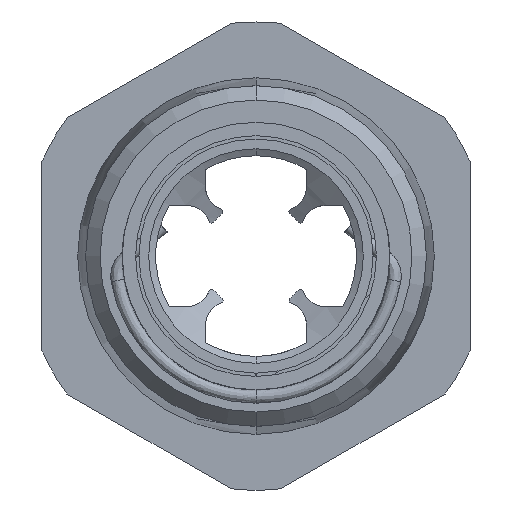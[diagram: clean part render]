
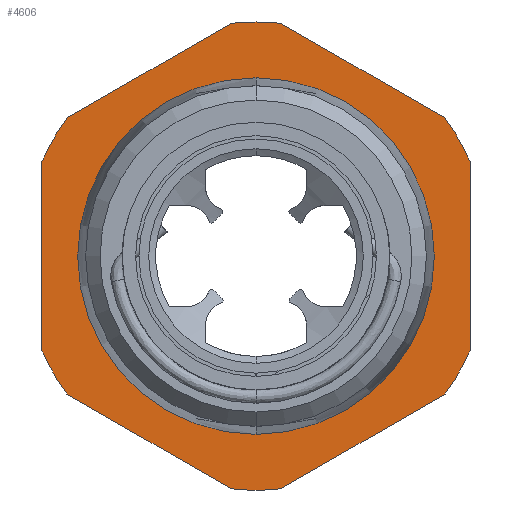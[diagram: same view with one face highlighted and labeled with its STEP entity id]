
A CAD part, front view. The second image highlights one B-rep face of the part: STEP entity #4606.
In plain terms, the highlighted planar face has unit normal (0, -1, 0).
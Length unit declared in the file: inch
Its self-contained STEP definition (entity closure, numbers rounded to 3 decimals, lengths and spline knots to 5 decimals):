
#57 = CARTESIAN_POINT ( 'NONE',  ( -0.62992, 0.7874, 0. ) ) ;
#130 = VECTOR ( 'NONE', #2018, 39.37008 ) ;
#164 = CIRCLE ( 'NONE', #3159, 0.68898 ) ;
#205 = LINE ( 'NONE', #2395, #130 ) ;
#322 = DIRECTION ( 'NONE',  ( -0.866, 0., 0.5 ) ) ;
#356 = CARTESIAN_POINT ( 'NONE',  ( 0.07327, 0.7874, -0.68507 ) ) ;
#385 = CARTESIAN_POINT ( 'NONE',  ( 0.62992, 0.7874, 0. ) ) ;
#409 = VERTEX_POINT ( 'NONE', #2416 ) ;
#413 = EDGE_CURVE ( 'NONE', #1310, #4929, #444, .T. ) ;
#432 = EDGE_CURVE ( 'NONE', #409, #2760, #1776, .T. ) ;
#444 = CIRCLE ( 'NONE', #1844, 0.68898 ) ;
#462 = EDGE_CURVE ( 'NONE', #4929, #3368, #930, .T. ) ;
#465 = VERTEX_POINT ( 'NONE', #1503 ) ;
#485 = LINE ( 'NONE', #57, #2243 ) ;
#522 = EDGE_LOOP ( 'NONE', ( #1338, #2880 ) ) ;
#545 = EDGE_CURVE ( 'NONE', #3318, #465, #1970, .T. ) ;
#620 = CARTESIAN_POINT ( 'NONE',  ( 0., 0.7874, 0. ) ) ;
#657 = CARTESIAN_POINT ( 'NONE',  ( 0., 0.7874, 0. ) ) ;
#663 = ORIENTED_EDGE ( 'NONE', *, *, #545, .F. ) ;
#684 = DIRECTION ( 'NONE',  ( 0., 0., 1. ) ) ;
#812 = EDGE_CURVE ( 'NONE', #852, #2328, #2186, .T. ) ;
#831 = ORIENTED_EDGE ( 'NONE', *, *, #2096, .F. ) ;
#852 = VERTEX_POINT ( 'NONE', #356 ) ;
#930 = LINE ( 'NONE', #4658, #4040 ) ;
#965 = AXIS2_PLACEMENT_3D ( 'NONE', #2573, #1296, #1712 ) ;
#999 = EDGE_CURVE ( 'NONE', #2760, #409, #2049, .T. ) ;
#1006 = DIRECTION ( 'NONE',  ( 0., 0., 1. ) ) ;
#1016 = CARTESIAN_POINT ( 'NONE',  ( 0., 0.7874, -0.52481 ) ) ;
#1053 = CARTESIAN_POINT ( 'NONE',  ( 0., 0.7874, 0. ) ) ;
#1054 = DIRECTION ( 'NONE',  ( 0., -1., 0. ) ) ;
#1072 = DIRECTION ( 'NONE',  ( 0., 0., 1. ) ) ;
#1144 = AXIS2_PLACEMENT_3D ( 'NONE', #620, #1054, #684 ) ;
#1168 = VERTEX_POINT ( 'NONE', #2744 ) ;
#1225 = EDGE_CURVE ( 'NONE', #3368, #3734, #5215, .T. ) ;
#1264 = ORIENTED_EDGE ( 'NONE', *, *, #1341, .F. ) ;
#1296 = DIRECTION ( 'NONE',  ( 0., 1., 0. ) ) ;
#1310 = VERTEX_POINT ( 'NONE', #2282 ) ;
#1338 = ORIENTED_EDGE ( 'NONE', *, *, #432, .F. ) ;
#1341 = EDGE_CURVE ( 'NONE', #2373, #1810, #485, .T. ) ;
#1362 = AXIS2_PLACEMENT_3D ( 'NONE', #1746, #5707, #2136 ) ;
#1425 = ORIENTED_EDGE ( 'NONE', *, *, #4896, .F. ) ;
#1426 = FACE_OUTER_BOUND ( 'NONE', #3619, .T. ) ;
#1503 = CARTESIAN_POINT ( 'NONE',  ( 0.55665, 0.7874, -0.40599 ) ) ;
#1519 = DIRECTION ( 'NONE',  ( 0., 0., 1. ) ) ;
#1542 = CARTESIAN_POINT ( 'NONE',  ( -0.55665, 0.7874, -0.40599 ) ) ;
#1712 = DIRECTION ( 'NONE',  ( 0., 0., 1. ) ) ;
#1746 = CARTESIAN_POINT ( 'NONE',  ( 0., 0.7874, 0. ) ) ;
#1753 = ORIENTED_EDGE ( 'NONE', *, *, #5197, .F. ) ;
#1758 = AXIS2_PLACEMENT_3D ( 'NONE', #5544, #3343, #4674 ) ;
#1776 = CIRCLE ( 'NONE', #1144, 0.52481 ) ;
#1781 = DIRECTION ( 'NONE',  ( 0., 0., 1. ) ) ;
#1804 = CARTESIAN_POINT ( 'NONE',  ( -0.07327, 0.7874, -0.68507 ) ) ;
#1810 = VERTEX_POINT ( 'NONE', #4821 ) ;
#1844 = AXIS2_PLACEMENT_3D ( 'NONE', #4184, #2375, #1072 ) ;
#1920 = EDGE_CURVE ( 'NONE', #4109, #2373, #4988, .T. ) ;
#1958 = DIRECTION ( 'NONE',  ( -0.866, 0., -0.5 ) ) ;
#1970 = CIRCLE ( 'NONE', #1362, 0.68898 ) ;
#1984 = VECTOR ( 'NONE', #1958, 39.37008 ) ;
#2018 = DIRECTION ( 'NONE',  ( 0.866, 0., 0.5 ) ) ;
#2049 = CIRCLE ( 'NONE', #1758, 0.52481 ) ;
#2096 = EDGE_CURVE ( 'NONE', #1168, #1310, #5628, .T. ) ;
#2136 = DIRECTION ( 'NONE',  ( 0., 0., 1. ) ) ;
#2186 = CIRCLE ( 'NONE', #3226, 0.68898 ) ;
#2243 = VECTOR ( 'NONE', #1006, 39.37008 ) ;
#2261 = DIRECTION ( 'NONE',  ( 0., 1., 0. ) ) ;
#2265 = LINE ( 'NONE', #3335, #1984 ) ;
#2282 = CARTESIAN_POINT ( 'NONE',  ( 0., 0.7874, 0.68898 ) ) ;
#2289 = CARTESIAN_POINT ( 'NONE',  ( -0.62992, 0.7874, -0.27908 ) ) ;
#2328 = VERTEX_POINT ( 'NONE', #1804 ) ;
#2373 = VERTEX_POINT ( 'NONE', #2289 ) ;
#2375 = DIRECTION ( 'NONE',  ( 0., 1., 0. ) ) ;
#2395 = CARTESIAN_POINT ( 'NONE',  ( -0.55665, 0.7874, 0.40599 ) ) ;
#2415 = EDGE_CURVE ( 'NONE', #2828, #1168, #205, .T. ) ;
#2416 = CARTESIAN_POINT ( 'NONE',  ( 0., 0.7874, 0.52481 ) ) ;
#2573 = CARTESIAN_POINT ( 'NONE',  ( 0.68898, 0.7874, 0. ) ) ;
#2625 = PLANE ( 'NONE',  #965 ) ;
#2696 = DIRECTION ( 'NONE',  ( 0., 0., 1. ) ) ;
#2744 = CARTESIAN_POINT ( 'NONE',  ( -0.07327, 0.7874, 0.68507 ) ) ;
#2760 = VERTEX_POINT ( 'NONE', #1016 ) ;
#2828 = VERTEX_POINT ( 'NONE', #4209 ) ;
#2872 = DIRECTION ( 'NONE',  ( 0.866, 0., -0.5 ) ) ;
#2880 = ORIENTED_EDGE ( 'NONE', *, *, #999, .F. ) ;
#3016 = DIRECTION ( 'NONE',  ( 0., 0., 1. ) ) ;
#3075 = DIRECTION ( 'NONE',  ( 0., 0., -1. ) ) ;
#3159 = AXIS2_PLACEMENT_3D ( 'NONE', #657, #3698, #1519 ) ;
#3226 = AXIS2_PLACEMENT_3D ( 'NONE', #3437, #4748, #3016 ) ;
#3242 = DIRECTION ( 'NONE',  ( 0., 1., 0. ) ) ;
#3318 = VERTEX_POINT ( 'NONE', #3842 ) ;
#3335 = CARTESIAN_POINT ( 'NONE',  ( 0.55665, 0.7874, -0.40599 ) ) ;
#3343 = DIRECTION ( 'NONE',  ( 0., -1., 0. ) ) ;
#3368 = VERTEX_POINT ( 'NONE', #3882 ) ;
#3373 = ORIENTED_EDGE ( 'NONE', *, *, #413, .F. ) ;
#3416 = ORIENTED_EDGE ( 'NONE', *, *, #1225, .F. ) ;
#3419 = ORIENTED_EDGE ( 'NONE', *, *, #4148, .F. ) ;
#3437 = CARTESIAN_POINT ( 'NONE',  ( 0., 0.7874, 0. ) ) ;
#3452 = VECTOR ( 'NONE', #322, 39.37008 ) ;
#3579 = VECTOR ( 'NONE', #3075, 39.37008 ) ;
#3585 = LINE ( 'NONE', #5116, #3452 ) ;
#3619 = EDGE_LOOP ( 'NONE', ( #1264, #4573, #5684, #5395, #1425, #663, #1753, #3416, #5586, #3373, #831, #4442, #3419 ) ) ;
#3698 = DIRECTION ( 'NONE',  ( 0., 1., 0. ) ) ;
#3716 = FACE_BOUND ( 'NONE', #522, .T. ) ;
#3734 = VERTEX_POINT ( 'NONE', #3895 ) ;
#3842 = CARTESIAN_POINT ( 'NONE',  ( 0.62992, 0.7874, -0.27908 ) ) ;
#3882 = CARTESIAN_POINT ( 'NONE',  ( 0.55665, 0.7874, 0.40599 ) ) ;
#3895 = CARTESIAN_POINT ( 'NONE',  ( 0.62992, 0.7874, 0.27908 ) ) ;
#4040 = VECTOR ( 'NONE', #2872, 39.37008 ) ;
#4109 = VERTEX_POINT ( 'NONE', #1542 ) ;
#4138 = DIRECTION ( 'NONE',  ( 0., 0., 1. ) ) ;
#4148 = EDGE_CURVE ( 'NONE', #1810, #2828, #164, .T. ) ;
#4184 = CARTESIAN_POINT ( 'NONE',  ( 0., 0.7874, 0. ) ) ;
#4209 = CARTESIAN_POINT ( 'NONE',  ( -0.55665, 0.7874, 0.40599 ) ) ;
#4360 = DIRECTION ( 'NONE',  ( 0., 1., 0. ) ) ;
#4442 = ORIENTED_EDGE ( 'NONE', *, *, #2415, .F. ) ;
#4461 = CARTESIAN_POINT ( 'NONE',  ( 0., 0.7874, 0. ) ) ;
#4483 = EDGE_CURVE ( 'NONE', #2328, #4109, #3585, .T. ) ;
#4573 = ORIENTED_EDGE ( 'NONE', *, *, #1920, .F. ) ;
#4606 = ADVANCED_FACE ( 'NONE', ( #1426, #3716 ), #2625, .F. ) ;
#4613 = LINE ( 'NONE', #385, #3579 ) ;
#4636 = AXIS2_PLACEMENT_3D ( 'NONE', #4461, #2261, #2696 ) ;
#4658 = CARTESIAN_POINT ( 'NONE',  ( 0.07327, 0.7874, 0.68507 ) ) ;
#4674 = DIRECTION ( 'NONE',  ( 0., 0., 1. ) ) ;
#4748 = DIRECTION ( 'NONE',  ( 0., 1., 0. ) ) ;
#4821 = CARTESIAN_POINT ( 'NONE',  ( -0.62992, 0.7874, 0.27908 ) ) ;
#4896 = EDGE_CURVE ( 'NONE', #465, #852, #2265, .T. ) ;
#4929 = VERTEX_POINT ( 'NONE', #5493 ) ;
#4988 = CIRCLE ( 'NONE', #5563, 0.68898 ) ;
#5116 = CARTESIAN_POINT ( 'NONE',  ( -0.07327, 0.7874, -0.68507 ) ) ;
#5197 = EDGE_CURVE ( 'NONE', #3734, #3318, #4613, .T. ) ;
#5215 = CIRCLE ( 'NONE', #4636, 0.68898 ) ;
#5334 = AXIS2_PLACEMENT_3D ( 'NONE', #1053, #3242, #4138 ) ;
#5395 = ORIENTED_EDGE ( 'NONE', *, *, #812, .F. ) ;
#5493 = CARTESIAN_POINT ( 'NONE',  ( 0.07327, 0.7874, 0.68507 ) ) ;
#5544 = CARTESIAN_POINT ( 'NONE',  ( 0., 0.7874, 0. ) ) ;
#5563 = AXIS2_PLACEMENT_3D ( 'NONE', #5668, #4360, #1781 ) ;
#5586 = ORIENTED_EDGE ( 'NONE', *, *, #462, .F. ) ;
#5628 = CIRCLE ( 'NONE', #5334, 0.68898 ) ;
#5668 = CARTESIAN_POINT ( 'NONE',  ( 0., 0.7874, 0. ) ) ;
#5684 = ORIENTED_EDGE ( 'NONE', *, *, #4483, .F. ) ;
#5707 = DIRECTION ( 'NONE',  ( 0., 1., 0. ) ) ;
